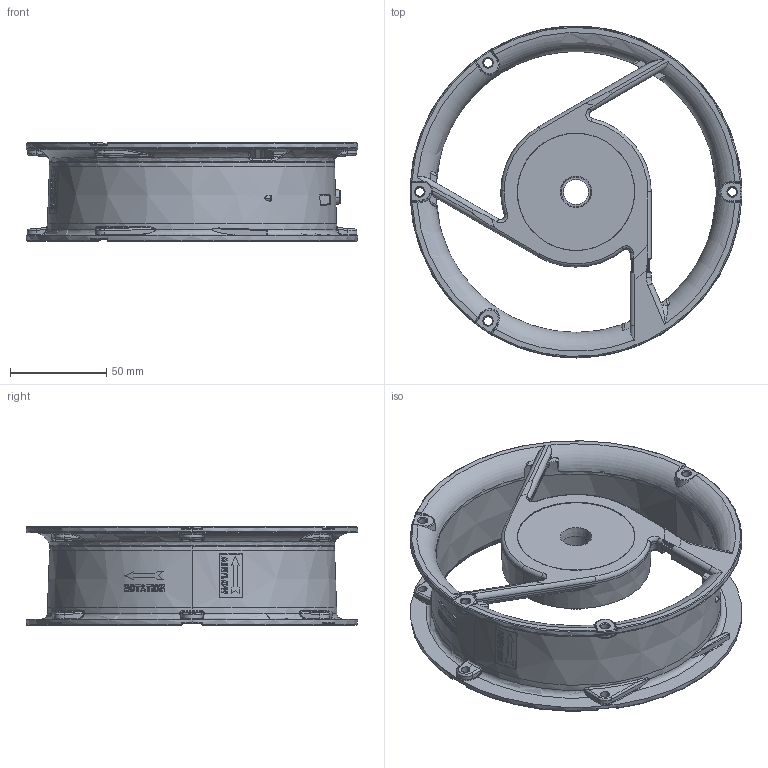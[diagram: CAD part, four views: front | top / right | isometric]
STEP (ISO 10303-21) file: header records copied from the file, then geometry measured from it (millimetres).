
FILE_DESCRIPTION (( 'STEP AP203' ), '1' );
FILE_NAME ('OD172AP m0 Frame Only.stp', '2021-07-16T15:10:37', ( '' ), ( '' ), 'SwSTEP 2.0', 'SolidWorks 2018', '' );
FILE_SCHEMA (( 'CONFIG_CONTROL_DESIGN' ));
Length unit declared in the file: millimetre
Products named in the file (1): OD172AP m0 Frame Only
Bounding box: 172.06 x 172.06 x 51 mm (x, y, z)
Volume: 83515.1 mm3; surface area: 92257.8 mm2
Topology: 1 solids, 2 shells, 1126 faces, 2853 edges, 1750 vertices
Faces by surface type: bspline 323, plane 319, cylinder 223, cone 124, torus 115, sphere 22
Entity records: 80595 total; most frequent: CARTESIAN_POINT 58133, ORIENTED_EDGE 5676, DIRECTION 3072, EDGE_CURVE 2838, B_SPLINE_CURVE_WITH_KNOTS 1811, VERTEX_POINT 1750, AXIS2_PLACEMENT_3D 1297, EDGE_LOOP 1186
